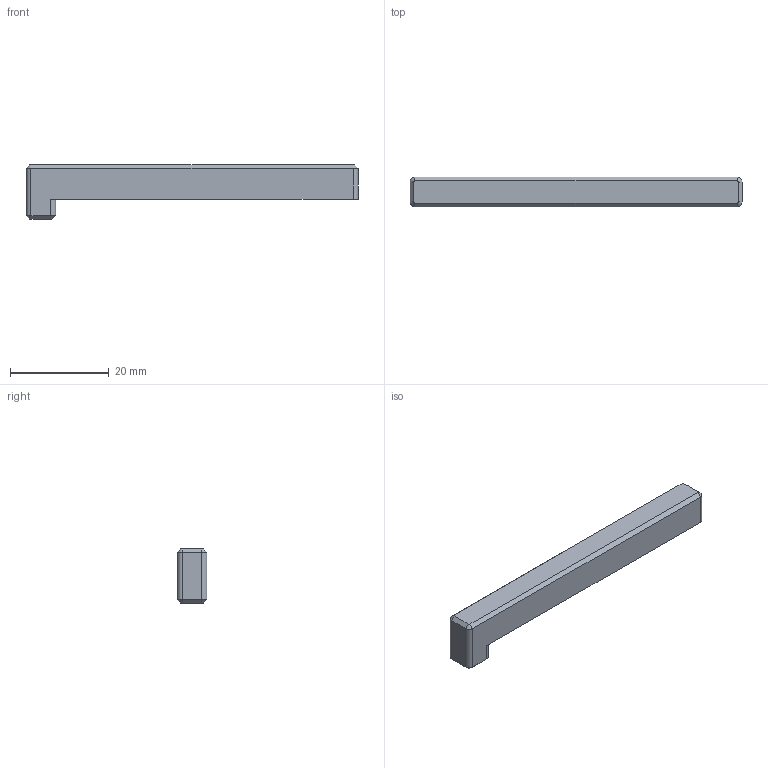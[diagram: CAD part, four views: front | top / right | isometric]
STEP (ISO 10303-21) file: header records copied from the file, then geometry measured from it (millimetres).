
FILE_DESCRIPTION(/* description */ (''),/* implementation_level */ '2;1');
FILE_NAME(/* name */ 'MiaAccent.step',/* time_stamp */ '2022-11-03T12:53:01-07:00',/* author */ (''),/* organization */ (''),/* preprocessor_version */ 'ST-DEVELOPER v19.2',/* originating_system */ 'Autodesk Translation Framework v11.17.0.187',/* authorisation */ '');
FILE_SCHEMA (('AUTOMOTIVE_DESIGN { 1 0 10303 214 3 1 1 }'));
Length unit declared in the file: millimetre
Products named in the file (2): Accent; Accent v1
Assembly tree (1 placements, depth 2):
  Accent
    Accent v1
Bounding box: 67.1 x 6 x 11 mm (x, y, z)
Volume: 2867.5 mm3; surface area: 1892.1 mm2
Topology: 1 solids, 1 shells, 34 faces, 74 edges, 44 vertices
Faces by surface type: plane 18, cone 8, cylinder 8
Full cylindrical faces by diameter (mm): 2.5 x2
Entity records: 974 total; most frequent: DIRECTION 172, CARTESIAN_POINT 155, ORIENTED_EDGE 148, EDGE_CURVE 74, AXIS2_PLACEMENT_3D 61, LINE 50, VECTOR 50, VERTEX_POINT 44
